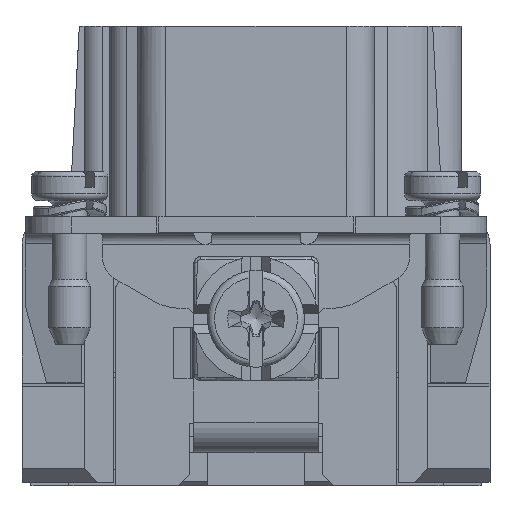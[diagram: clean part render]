
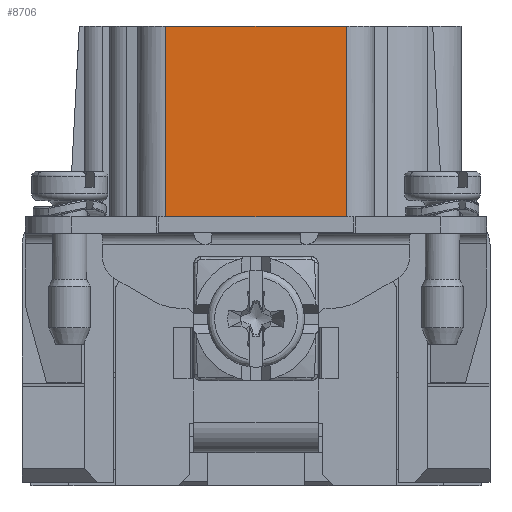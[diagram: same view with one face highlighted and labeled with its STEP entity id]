
A CAD part, left-side view. The second image highlights one B-rep face of the part: STEP entity #8706.
In plain terms, the highlighted planar face has unit normal (-1, 0, 0).
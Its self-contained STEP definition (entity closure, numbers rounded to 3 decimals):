
#7632=FACE_OUTER_BOUND('',#11052,.T.);
#8706=ADVANCED_FACE('',(#7632),#9772,.F.);
#9772=PLANE('',#31666);
#11052=EDGE_LOOP('',(#13771,#13772,#13773,#13774));
#13771=ORIENTED_EDGE('',*,*,#20972,.T.);
#13772=ORIENTED_EDGE('',*,*,#21624,.T.);
#13773=ORIENTED_EDGE('',*,*,#21554,.F.);
#13774=ORIENTED_EDGE('',*,*,#21625,.T.);
#18765=VERTEX_POINT('',#43001);
#18772=VERTEX_POINT('',#43016);
#19196=VERTEX_POINT('',#44228);
#19197=VERTEX_POINT('',#44229);
#20972=EDGE_CURVE('',#18765,#18772,#25924,.T.);
#21554=EDGE_CURVE('',#19196,#19197,#26375,.T.);
#21624=EDGE_CURVE('',#18772,#19197,#26433,.T.);
#21625=EDGE_CURVE('',#19196,#18765,#26434,.T.);
#25924=LINE('',#43017,#27851);
#26375=LINE('',#44227,#28302);
#26433=LINE('',#44360,#28360);
#26434=LINE('',#44361,#28361);
#27851=VECTOR('',#33390,1.);
#28302=VECTOR('',#34465,1.);
#28360=VECTOR('',#34613,1.);
#28361=VECTOR('',#34614,1.);
#31666=AXIS2_PLACEMENT_3D('',#44362,#34615,#34616);
#33390=DIRECTION('',(0.,-1.,0.));
#34465=DIRECTION('',(0.,-1.,0.));
#34613=DIRECTION('',(0.,0.,1.));
#34614=DIRECTION('',(0.,0.,-1.));
#34615=DIRECTION('',(1.,0.,0.));
#34616=DIRECTION('',(0.,0.,-1.));
#43001=CARTESIAN_POINT('',(-25.425,6.55,1.2));
#43016=CARTESIAN_POINT('',(-25.425,-6.55,1.2));
#43017=CARTESIAN_POINT('',(-25.425,8.55,1.2));
#44227=CARTESIAN_POINT('',(-25.425,8.55,15.));
#44228=CARTESIAN_POINT('',(-25.425,6.55,15.));
#44229=CARTESIAN_POINT('',(-25.425,-6.55,15.));
#44360=CARTESIAN_POINT('',(-25.425,-6.55,15.));
#44361=CARTESIAN_POINT('',(-25.425,6.55,15.));
#44362=CARTESIAN_POINT('',(-25.425,8.55,15.));
